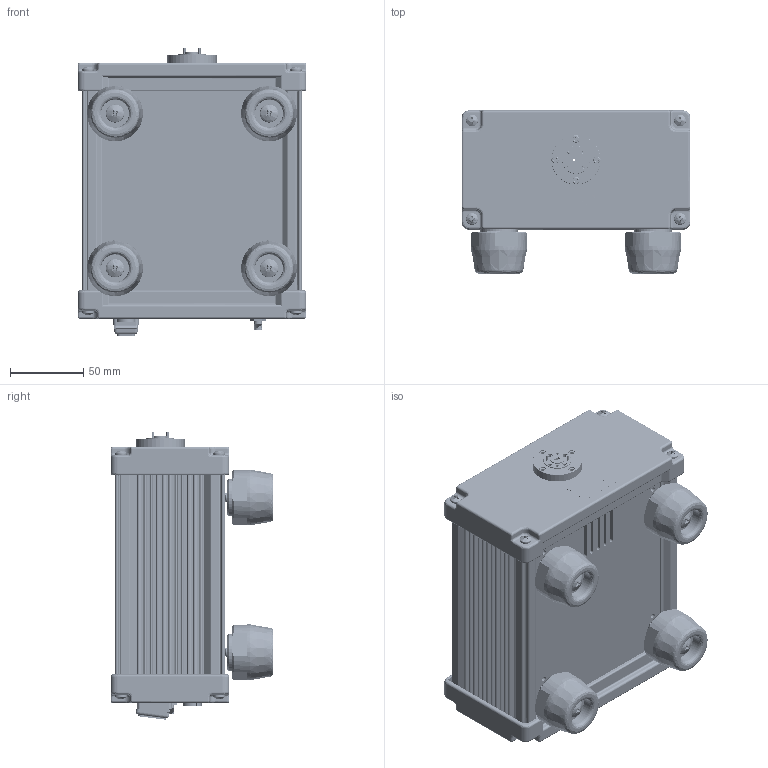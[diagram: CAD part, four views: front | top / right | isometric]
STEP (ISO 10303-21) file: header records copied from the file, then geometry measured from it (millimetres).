
FILE_DESCRIPTION (( 'STEP AP203' ), '1' );
FILE_NAME ('DMTE-15-101-1 Rev 2.2 defeatured step.STEP', '2017-09-11T19:44:21', ( '' ), ( '' ), 'SwSTEP 2.0', 'SolidWorks 2013', '' );
FILE_SCHEMA (( 'CONFIG_CONTROL_DESIGN' ));
Length unit declared in the file: inch
Products named in the file (1): DMTE-15-101-1 Rev 2.2 defeatured step
Bounding box: 156.3 x 111.36 x 196.53 mm (x, y, z)
Volume: 529469.4 mm3; surface area: 313483 mm2
Topology: 42 solids, 42 shells, 5054 faces, 13921 edges, 9071 vertices
Faces by surface type: cylinder 2281, plane 1560, bspline 812, cone 401
Entity records: 237505 total; most frequent: CARTESIAN_POINT 121762, ORIENTED_EDGE 27714, DIRECTION 20086, EDGE_CURVE 13857, VERTEX_POINT 9071, AXIS2_PLACEMENT_3D 6857, LINE 6372, VECTOR 6372
